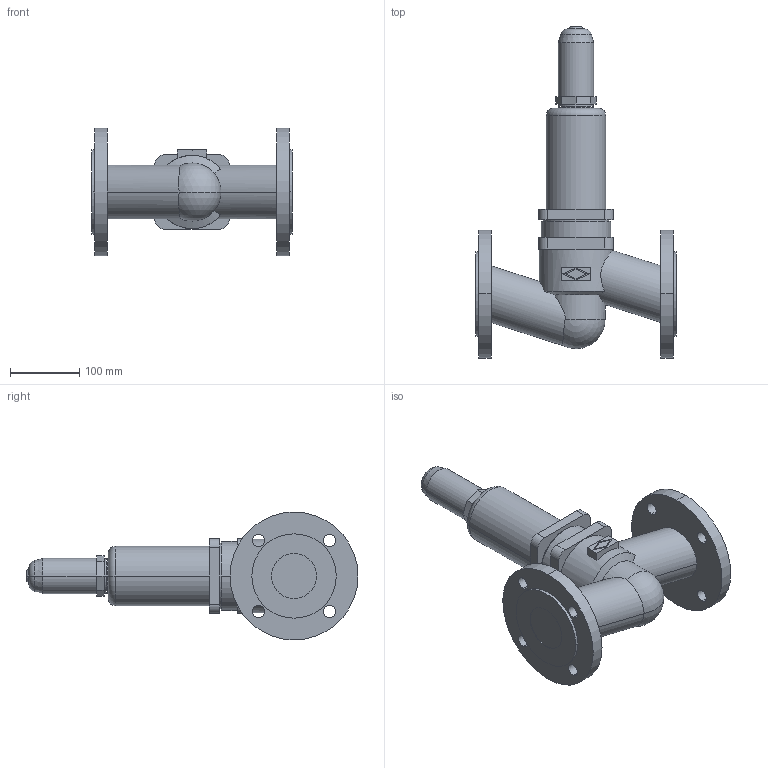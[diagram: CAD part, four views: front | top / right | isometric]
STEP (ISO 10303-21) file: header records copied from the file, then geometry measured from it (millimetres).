
FILE_DESCRIPTION(('OneSpaceDesigner STEP Export'),'2;1');
FILE_NAME('c000001945.stp','2005-09-29T 8:57:47',(''),(''),'OneSpace Designer STEP processor (Jan. 2003) for AP203(Solid Model)','OneSpace Designer 12.01D 09-Jul-2004 (C) CoCreate Software GmbH','');
FILE_SCHEMA(('CONFIG_CONTROL_DESIGN'));
Length unit declared in the file: millimetre
Products named in the file (1): 1
Bounding box: 290 x 480.2 x 185 mm (x, y, z)
Volume: 4405334.3 mm3; surface area: 305535.8 mm2
Topology: 1 solids, 1 shells, 121 faces, 293 edges, 192 vertices
Faces by surface type: cylinder 58, plane 51, cone 6, torus 4, sphere 2
Entity records: 3829 total; most frequent: CARTESIAN_POINT 823, ORIENTED_EDGE 582, DIRECTION 485, SURFACE_CURVE 291, EDGE_CURVE 291, VERTEX_POINT 192, AXIS2_PLACEMENT_3D 171, EDGE_LOOP 157
